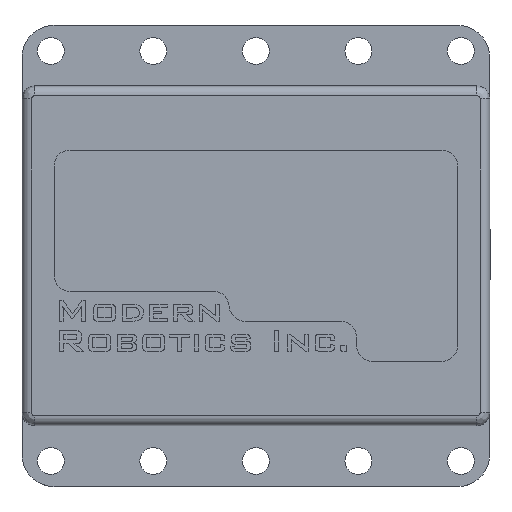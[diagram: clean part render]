
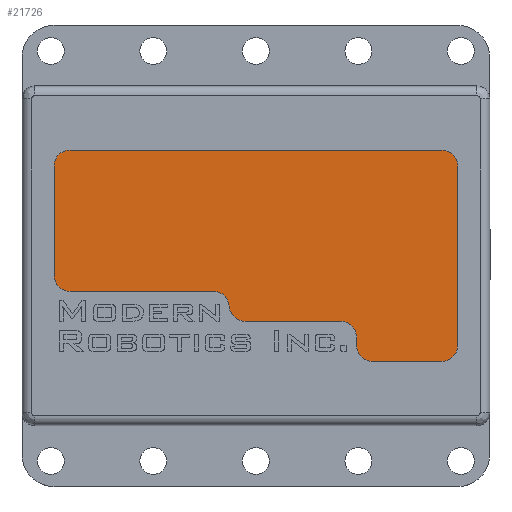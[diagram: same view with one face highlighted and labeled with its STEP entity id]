
A CAD part, top view. The second image highlights one B-rep face of the part: STEP entity #21726.
In plain terms, the highlighted planar face has unit normal (0, 0, 1).
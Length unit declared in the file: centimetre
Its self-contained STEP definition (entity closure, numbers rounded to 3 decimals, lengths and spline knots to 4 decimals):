
#653=CIRCLE('',#22863,0.25);
#655=CIRCLE('',#22867,0.25);
#657=CIRCLE('',#22871,0.25);
#660=CIRCLE('',#22876,0.25);
#669=CIRCLE('',#22888,0.25);
#670=CIRCLE('',#22890,0.25);
#671=CIRCLE('',#22892,0.25);
#672=CIRCLE('',#22893,0.25);
#1123=FACE_OUTER_BOUND('',#2284,.T.);
#2284=EDGE_LOOP('',(#14449,#14450,#14451,#14452,#14453,#14454,#14455,#14456,
#14457,#14458,#14459,#14460,#14461,#14462,#14463));
#3688=LINE('',#30264,#6290);
#3692=LINE('',#30276,#6294);
#3696=LINE('',#30288,#6298);
#3853=LINE('',#30842,#6455);
#3857=LINE('',#30854,#6459);
#3858=LINE('',#30858,#6460);
#3859=LINE('',#30861,#6461);
#6290=VECTOR('',#24522,2.8);
#6294=VECTOR('',#24534,1.078);
#6298=VECTOR('',#24546,0.1282);
#6455=VECTOR('',#24729,1.489);
#6459=VECTOR('',#24743,5.8);
#6460=VECTOR('',#24746,1.7039);
#6461=VECTOR('',#24749,2.234);
#8883=VERTEX_POINT('',#30254);
#8884=VERTEX_POINT('',#30255);
#8887=VERTEX_POINT('',#30263);
#8889=VERTEX_POINT('',#30269);
#8891=VERTEX_POINT('',#30275);
#8893=VERTEX_POINT('',#30281);
#8895=VERTEX_POINT('',#30287);
#8898=VERTEX_POINT('',#30295);
#9103=VERTEX_POINT('',#30841);
#9104=VERTEX_POINT('',#30845);
#9105=VERTEX_POINT('',#30849);
#9106=VERTEX_POINT('',#30853);
#9107=VERTEX_POINT('',#30855);
#9108=VERTEX_POINT('',#30857);
#9109=VERTEX_POINT('',#30859);
#11014=EDGE_CURVE('',#8883,#8884,#653,.T.);
#11018=EDGE_CURVE('',#8883,#8887,#3688,.T.);
#11021=EDGE_CURVE('',#8889,#8887,#655,.T.);
#11024=EDGE_CURVE('',#8889,#8891,#3692,.T.);
#11027=EDGE_CURVE('',#8893,#8891,#657,.T.);
#11030=EDGE_CURVE('',#8893,#8895,#3696,.T.);
#11034=EDGE_CURVE('',#8895,#8898,#660,.F.);
#11241=EDGE_CURVE('',#8898,#9103,#3853,.T.);
#11243=EDGE_CURVE('',#9104,#9103,#669,.T.);
#11245=EDGE_CURVE('',#9104,#9105,#670,.F.);
#11247=EDGE_CURVE('',#9106,#8884,#3857,.T.);
#11248=EDGE_CURVE('',#9106,#9107,#671,.T.);
#11249=EDGE_CURVE('',#9108,#9107,#3858,.T.);
#11250=EDGE_CURVE('',#9108,#9109,#672,.T.);
#11251=EDGE_CURVE('',#9105,#9109,#3859,.T.);
#14449=ORIENTED_EDGE('',*,*,#11014,.T.);
#14450=ORIENTED_EDGE('',*,*,#11247,.F.);
#14451=ORIENTED_EDGE('',*,*,#11248,.T.);
#14452=ORIENTED_EDGE('',*,*,#11249,.F.);
#14453=ORIENTED_EDGE('',*,*,#11250,.T.);
#14454=ORIENTED_EDGE('',*,*,#11251,.F.);
#14455=ORIENTED_EDGE('',*,*,#11245,.F.);
#14456=ORIENTED_EDGE('',*,*,#11243,.T.);
#14457=ORIENTED_EDGE('',*,*,#11241,.F.);
#14458=ORIENTED_EDGE('',*,*,#11034,.F.);
#14459=ORIENTED_EDGE('',*,*,#11030,.F.);
#14460=ORIENTED_EDGE('',*,*,#11027,.T.);
#14461=ORIENTED_EDGE('',*,*,#11024,.F.);
#14462=ORIENTED_EDGE('',*,*,#11021,.T.);
#14463=ORIENTED_EDGE('',*,*,#11018,.F.);
#20451=PLANE('',#22891);
#21726=ADVANCED_FACE('',(#1123),#20451,.F.);
#22863=AXIS2_PLACEMENT_3D('',#30256,#24514,#24515);
#22867=AXIS2_PLACEMENT_3D('',#30270,#24527,#24528);
#22871=AXIS2_PLACEMENT_3D('',#30282,#24539,#24540);
#22876=AXIS2_PLACEMENT_3D('',#30296,#24553,#24554);
#22888=AXIS2_PLACEMENT_3D('',#30846,#24733,#24734);
#22890=AXIS2_PLACEMENT_3D('',#30850,#24738,#24739);
#22891=AXIS2_PLACEMENT_3D('',#30852,#24741,#24742);
#22892=AXIS2_PLACEMENT_3D('',#30856,#24744,#24745);
#22893=AXIS2_PLACEMENT_3D('',#30860,#24747,#24748);
#24514=DIRECTION('center_axis',(0.,0.,1.));
#24515=DIRECTION('ref_axis',(0.707,0.707,0.));
#24522=DIRECTION('',(0.,-1.,0.));
#24527=DIRECTION('center_axis',(0.,0.,1.));
#24528=DIRECTION('ref_axis',(0.707,-0.707,0.));
#24534=DIRECTION('',(-1.,0.,0.));
#24539=DIRECTION('center_axis',(0.,0.,1.));
#24540=DIRECTION('ref_axis',(-0.707,-0.707,0.));
#24546=DIRECTION('',(0.,1.,0.));
#24553=DIRECTION('center_axis',(0.,0.,-1.));
#24554=DIRECTION('ref_axis',(0.707,0.707,0.));
#24729=DIRECTION('',(-1.,0.,0.));
#24733=DIRECTION('center_axis',(0.,0.,1.));
#24734=DIRECTION('ref_axis',(0.,1.,0.));
#24738=DIRECTION('center_axis',(0.,0.,-1.));
#24739=DIRECTION('ref_axis',(0.707,0.707,0.));
#24741=DIRECTION('center_axis',(0.,0.,-1.));
#24742=DIRECTION('ref_axis',(-1.,0.,0.));
#24743=DIRECTION('',(1.,0.,0.));
#24744=DIRECTION('center_axis',(0.,0.,1.));
#24745=DIRECTION('ref_axis',(-0.707,0.707,0.));
#24746=DIRECTION('',(0.,1.,0.));
#24747=DIRECTION('center_axis',(0.,0.,1.));
#24748=DIRECTION('ref_axis',(-0.707,-0.707,0.));
#24749=DIRECTION('',(-1.,0.,0.));
#30254=CARTESIAN_POINT('',(5.0958,1.2551,-6.2224));
#30255=CARTESIAN_POINT('',(4.8458,1.5051,-6.2224));
#30256=CARTESIAN_POINT('Origin',(4.8458,1.2551,-6.2224));
#30263=CARTESIAN_POINT('',(5.0958,-1.5449,-6.2224));
#30264=CARTESIAN_POINT('',(5.0958,-0.6988,-6.2224));
#30269=CARTESIAN_POINT('',(4.8458,-1.7949,-6.2224));
#30270=CARTESIAN_POINT('Origin',(4.8458,-1.5449,-6.2224));
#30275=CARTESIAN_POINT('',(3.7678,-1.7949,-6.2224));
#30276=CARTESIAN_POINT('',(3.5178,-1.7949,-6.2224));
#30281=CARTESIAN_POINT('',(3.5178,-1.5449,-6.2224));
#30282=CARTESIAN_POINT('Origin',(3.7678,-1.5449,-6.2224));
#30287=CARTESIAN_POINT('',(3.5178,-1.4168,-6.2224));
#30288=CARTESIAN_POINT('',(3.5178,-1.1668,-6.2224));
#30295=CARTESIAN_POINT('',(3.2678,-1.1668,-6.2224));
#30296=CARTESIAN_POINT('Origin',(3.2678,-1.4168,-6.2224));
#30841=CARTESIAN_POINT('',(1.7788,-1.1668,-6.2224));
#30842=CARTESIAN_POINT('',(1.5298,-1.1668,-6.2224));
#30845=CARTESIAN_POINT('',(1.5293,-0.9328,-6.2224));
#30846=CARTESIAN_POINT('Origin',(1.7788,-0.9168,-6.2224));
#30849=CARTESIAN_POINT('',(1.2798,-0.6988,-6.2224));
#30850=CARTESIAN_POINT('Origin',(1.2798,-0.9488,-6.2224));
#30852=CARTESIAN_POINT('Origin',(4.3068,-1.4808,-6.2224));
#30853=CARTESIAN_POINT('',(-0.9542,1.5051,-6.2224));
#30854=CARTESIAN_POINT('',(5.0958,1.5051,-6.2224));
#30855=CARTESIAN_POINT('',(-1.2042,1.2551,-6.2224));
#30856=CARTESIAN_POINT('Origin',(-0.9542,1.2551,-6.2224));
#30857=CARTESIAN_POINT('',(-1.2042,-0.4488,-6.2224));
#30858=CARTESIAN_POINT('',(-1.2042,1.5051,-6.2224));
#30859=CARTESIAN_POINT('',(-0.9542,-0.6988,-6.2224));
#30860=CARTESIAN_POINT('Origin',(-0.9542,-0.4488,
-6.2224));
#30861=CARTESIAN_POINT('',(-1.2042,-0.6988,-6.2224));
